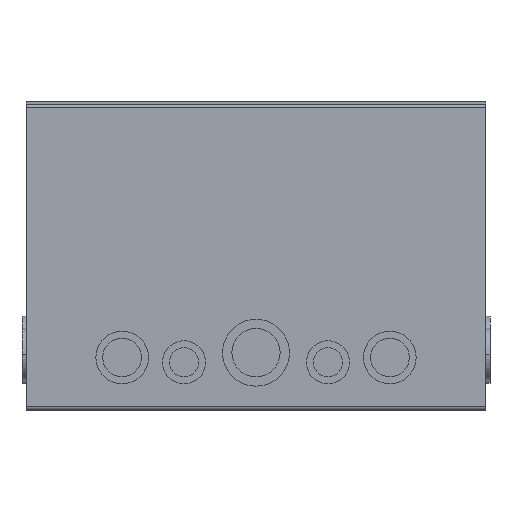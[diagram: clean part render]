
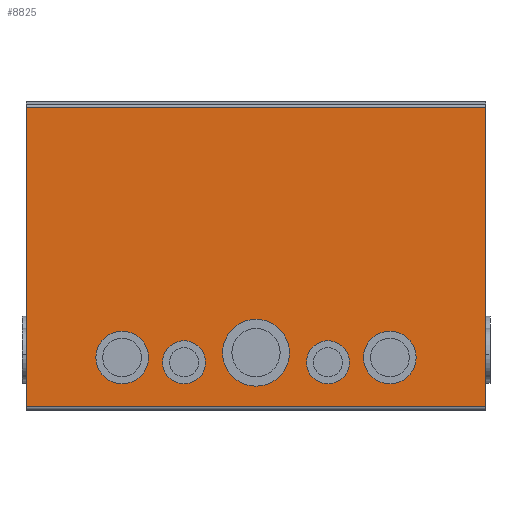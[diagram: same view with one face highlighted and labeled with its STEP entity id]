
A CAD part, left-side view. The second image highlights one B-rep face of the part: STEP entity #8825.
In plain terms, the highlighted planar face has unit normal (-1, 0, 0).
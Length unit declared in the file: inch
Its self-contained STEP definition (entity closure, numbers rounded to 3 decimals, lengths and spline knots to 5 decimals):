
#194 = CIRCLE ( 'NONE', #7507, 0.5625 ) ;
#359 = CARTESIAN_POINT ( 'NONE',  ( -6., 1.88, 1.25 ) ) ;
#363 = CARTESIAN_POINT ( 'NONE',  ( -6., -1.88, 1.25 ) ) ;
#497 = DIRECTION ( 'NONE',  ( 0., 0., -1. ) ) ;
#541 = CARTESIAN_POINT ( 'NONE',  ( -6., 0., 1.5 ) ) ;
#590 = CARTESIAN_POINT ( 'NONE',  ( -6., -6., 0.047 ) ) ;
#876 = CARTESIAN_POINT ( 'NONE',  ( -6., -3.5, 0.6875 ) ) ;
#950 = ORIENTED_EDGE ( 'NONE', *, *, #1178, .F. ) ;
#1092 = VECTOR ( 'NONE', #5329, 39.37008 ) ;
#1144 = EDGE_LOOP ( 'NONE', ( #4898, #7562 ) ) ;
#1178 = EDGE_CURVE ( 'NONE', #2601, #6240, #12075, .T. ) ;
#1219 = EDGE_CURVE ( 'NONE', #5366, #3370, #10851, .T. ) ;
#1238 = CARTESIAN_POINT ( 'NONE',  ( -6., -1.88, 1.25 ) ) ;
#1267 = CARTESIAN_POINT ( 'NONE',  ( -6., -6., 0.086 ) ) ;
#1332 = VERTEX_POINT ( 'NONE', #876 ) ;
#1350 = DIRECTION ( 'NONE',  ( -1., 0., 0. ) ) ;
#1508 = FACE_BOUND ( 'NONE', #9768, .T. ) ;
#1529 = AXIS2_PLACEMENT_3D ( 'NONE', #590, #7447, #2413 ) ;
#1535 = AXIS2_PLACEMENT_3D ( 'NONE', #4561, #4426, #12519 ) ;
#1573 = FACE_BOUND ( 'NONE', #6106, .T. ) ;
#1588 = CARTESIAN_POINT ( 'NONE',  ( -6., -3.5, 1.375 ) ) ;
#1707 = PLANE ( 'NONE',  #1529 ) ;
#1974 = CARTESIAN_POINT ( 'NONE',  ( -6., -3.5, 2.0625 ) ) ;
#2278 = EDGE_CURVE ( 'NONE', #6966, #7152, #194, .T. ) ;
#2365 = CIRCLE ( 'NONE', #2768, 0.5625 ) ;
#2413 = DIRECTION ( 'NONE',  ( 0., 0., -1. ) ) ;
#2601 = VERTEX_POINT ( 'NONE', #3503 ) ;
#2703 = CARTESIAN_POINT ( 'NONE',  ( -6., -6., 0.086 ) ) ;
#2768 = AXIS2_PLACEMENT_3D ( 'NONE', #359, #1350, #497 ) ;
#2854 = EDGE_CURVE ( 'NONE', #6240, #2601, #7306, .T. ) ;
#2946 = ORIENTED_EDGE ( 'NONE', *, *, #12733, .F. ) ;
#3000 = CARTESIAN_POINT ( 'NONE',  ( -6., 6., 0.057 ) ) ;
#3010 = EDGE_CURVE ( 'NONE', #5433, #9103, #8260, .T. ) ;
#3053 = EDGE_LOOP ( 'NONE', ( #5576, #11950, #8799, #11680 ) ) ;
#3061 = CARTESIAN_POINT ( 'NONE',  ( -6., 3.5, 2.0625 ) ) ;
#3352 = CARTESIAN_POINT ( 'NONE',  ( -6., 1.88, 1.8125 ) ) ;
#3370 = VERTEX_POINT ( 'NONE', #4566 ) ;
#3503 = CARTESIAN_POINT ( 'NONE',  ( -6., 0., 0.625 ) ) ;
#3552 = DIRECTION ( 'NONE',  ( 0., 0., -1. ) ) ;
#3617 = DIRECTION ( 'NONE',  ( -1., 0., 0. ) ) ;
#3692 = VERTEX_POINT ( 'NONE', #1974 ) ;
#3711 = VERTEX_POINT ( 'NONE', #9867 ) ;
#3872 = DIRECTION ( 'NONE',  ( 0., 0., 1. ) ) ;
#3891 = CIRCLE ( 'NONE', #8877, 0.6875 ) ;
#4043 = CARTESIAN_POINT ( 'NONE',  ( -6., 6., 7.914 ) ) ;
#4052 = DIRECTION ( 'NONE',  ( 0., 0., -1. ) ) ;
#4113 = DIRECTION ( 'NONE',  ( 0., 0., -1. ) ) ;
#4184 = EDGE_CURVE ( 'NONE', #3711, #12125, #10794, .T. ) ;
#4209 = ORIENTED_EDGE ( 'NONE', *, *, #3010, .F. ) ;
#4426 = DIRECTION ( 'NONE',  ( -1., 0., 0. ) ) ;
#4443 = FACE_BOUND ( 'NONE', #7630, .T. ) ;
#4528 = DIRECTION ( 'NONE',  ( 0., 0., -1. ) ) ;
#4561 = CARTESIAN_POINT ( 'NONE',  ( -6., -3.5, 1.375 ) ) ;
#4566 = CARTESIAN_POINT ( 'NONE',  ( -6., -6., 7.914 ) ) ;
#4748 = EDGE_CURVE ( 'NONE', #12125, #3711, #12687, .T. ) ;
#4769 = DIRECTION ( 'NONE',  ( 0., 0., -1. ) ) ;
#4822 = VECTOR ( 'NONE', #8114, 39.37008 ) ;
#4898 = ORIENTED_EDGE ( 'NONE', *, *, #2278, .F. ) ;
#4938 = CARTESIAN_POINT ( 'NONE',  ( -6., -1.88, 1.8125 ) ) ;
#5174 = ORIENTED_EDGE ( 'NONE', *, *, #2854, .F. ) ;
#5217 = ORIENTED_EDGE ( 'NONE', *, *, #12675, .F. ) ;
#5307 = LINE ( 'NONE', #1267, #4822 ) ;
#5329 = DIRECTION ( 'NONE',  ( 0., -1., 0. ) ) ;
#5366 = VERTEX_POINT ( 'NONE', #2703 ) ;
#5433 = VERTEX_POINT ( 'NONE', #6022 ) ;
#5576 = ORIENTED_EDGE ( 'NONE', *, *, #9597, .F. ) ;
#5952 = CARTESIAN_POINT ( 'NONE',  ( -6., -6., 0.057 ) ) ;
#5977 = AXIS2_PLACEMENT_3D ( 'NONE', #6616, #12614, #8567 ) ;
#6022 = CARTESIAN_POINT ( 'NONE',  ( -6., 3.5, 0.6875 ) ) ;
#6106 = EDGE_LOOP ( 'NONE', ( #10298, #2946 ) ) ;
#6216 = ORIENTED_EDGE ( 'NONE', *, *, #4748, .F. ) ;
#6227 = DIRECTION ( 'NONE',  ( -1., 0., 0. ) ) ;
#6240 = VERTEX_POINT ( 'NONE', #7556 ) ;
#6616 = CARTESIAN_POINT ( 'NONE',  ( -6., 3.5, 1.375 ) ) ;
#6966 = VERTEX_POINT ( 'NONE', #7928 ) ;
#7044 = EDGE_LOOP ( 'NONE', ( #10001, #6216 ) ) ;
#7058 = AXIS2_PLACEMENT_3D ( 'NONE', #363, #9424, #8259 ) ;
#7093 = EDGE_CURVE ( 'NONE', #5366, #10664, #5307, .T. ) ;
#7152 = VERTEX_POINT ( 'NONE', #3352 ) ;
#7306 = CIRCLE ( 'NONE', #11687, 0.875 ) ;
#7447 = DIRECTION ( 'NONE',  ( 1., 0., 0. ) ) ;
#7507 = AXIS2_PLACEMENT_3D ( 'NONE', #10396, #6227, #11180 ) ;
#7556 = CARTESIAN_POINT ( 'NONE',  ( -6., 0., 2.375 ) ) ;
#7562 = ORIENTED_EDGE ( 'NONE', *, *, #9620, .F. ) ;
#7630 = EDGE_LOOP ( 'NONE', ( #950, #5174 ) ) ;
#7914 = VERTEX_POINT ( 'NONE', #4043 ) ;
#7928 = CARTESIAN_POINT ( 'NONE',  ( -6., 1.88, 0.6875 ) ) ;
#8114 = DIRECTION ( 'NONE',  ( 0., 1., 0. ) ) ;
#8194 = VECTOR ( 'NONE', #4769, 39.37008 ) ;
#8259 = DIRECTION ( 'NONE',  ( 0., 0., -1. ) ) ;
#8260 = CIRCLE ( 'NONE', #8472, 0.6875 ) ;
#8330 = CARTESIAN_POINT ( 'NONE',  ( -6., 6., 0.086 ) ) ;
#8453 = CARTESIAN_POINT ( 'NONE',  ( -6., -6., 7.914 ) ) ;
#8472 = AXIS2_PLACEMENT_3D ( 'NONE', #9914, #12857, #4052 ) ;
#8485 = FACE_BOUND ( 'NONE', #1144, .T. ) ;
#8567 = DIRECTION ( 'NONE',  ( 0., 0., -1. ) ) ;
#8799 = ORIENTED_EDGE ( 'NONE', *, *, #7093, .F. ) ;
#8825 = ADVANCED_FACE ( 'NONE', ( #12333, #4443, #10515, #1573, #1508, #8485 ), #1707, .F. ) ;
#8826 = CIRCLE ( 'NONE', #1535, 0.6875 ) ;
#8877 = AXIS2_PLACEMENT_3D ( 'NONE', #1588, #11366, #3552 ) ;
#8908 = EDGE_CURVE ( 'NONE', #7914, #10664, #9722, .T. ) ;
#9057 = DIRECTION ( 'NONE',  ( -1., 0., 0. ) ) ;
#9103 = VERTEX_POINT ( 'NONE', #3061 ) ;
#9276 = EDGE_CURVE ( 'NONE', #1332, #3692, #8826, .T. ) ;
#9324 = DIRECTION ( 'NONE',  ( 0., 0., -1. ) ) ;
#9424 = DIRECTION ( 'NONE',  ( -1., 0., 0. ) ) ;
#9597 = EDGE_CURVE ( 'NONE', #7914, #3370, #12438, .T. ) ;
#9620 = EDGE_CURVE ( 'NONE', #7152, #6966, #2365, .T. ) ;
#9722 = LINE ( 'NONE', #3000, #8194 ) ;
#9768 = EDGE_LOOP ( 'NONE', ( #4209, #5217 ) ) ;
#9867 = CARTESIAN_POINT ( 'NONE',  ( -6., -1.88, 0.6875 ) ) ;
#9914 = CARTESIAN_POINT ( 'NONE',  ( -6., 3.5, 1.375 ) ) ;
#10001 = ORIENTED_EDGE ( 'NONE', *, *, #4184, .F. ) ;
#10298 = ORIENTED_EDGE ( 'NONE', *, *, #9276, .F. ) ;
#10382 = CARTESIAN_POINT ( 'NONE',  ( -6., 0., 1.5 ) ) ;
#10396 = CARTESIAN_POINT ( 'NONE',  ( -6., 1.88, 1.25 ) ) ;
#10515 = FACE_BOUND ( 'NONE', #7044, .T. ) ;
#10664 = VERTEX_POINT ( 'NONE', #8330 ) ;
#10794 = CIRCLE ( 'NONE', #12879, 0.5625 ) ;
#10846 = VECTOR ( 'NONE', #3872, 39.37008 ) ;
#10851 = LINE ( 'NONE', #5952, #10846 ) ;
#11180 = DIRECTION ( 'NONE',  ( 0., 0., -1. ) ) ;
#11366 = DIRECTION ( 'NONE',  ( -1., 0., 0. ) ) ;
#11457 = AXIS2_PLACEMENT_3D ( 'NONE', #541, #3617, #4528 ) ;
#11594 = CIRCLE ( 'NONE', #5977, 0.6875 ) ;
#11680 = ORIENTED_EDGE ( 'NONE', *, *, #1219, .T. ) ;
#11687 = AXIS2_PLACEMENT_3D ( 'NONE', #10382, #12471, #9324 ) ;
#11950 = ORIENTED_EDGE ( 'NONE', *, *, #8908, .T. ) ;
#12075 = CIRCLE ( 'NONE', #11457, 0.875 ) ;
#12125 = VERTEX_POINT ( 'NONE', #4938 ) ;
#12333 = FACE_OUTER_BOUND ( 'NONE', #3053, .T. ) ;
#12438 = LINE ( 'NONE', #8453, #1092 ) ;
#12471 = DIRECTION ( 'NONE',  ( -1., 0., 0. ) ) ;
#12519 = DIRECTION ( 'NONE',  ( 0., 0., -1. ) ) ;
#12614 = DIRECTION ( 'NONE',  ( -1., 0., 0. ) ) ;
#12675 = EDGE_CURVE ( 'NONE', #9103, #5433, #11594, .T. ) ;
#12687 = CIRCLE ( 'NONE', #7058, 0.5625 ) ;
#12733 = EDGE_CURVE ( 'NONE', #3692, #1332, #3891, .T. ) ;
#12857 = DIRECTION ( 'NONE',  ( -1., 0., 0. ) ) ;
#12879 = AXIS2_PLACEMENT_3D ( 'NONE', #1238, #9057, #4113 ) ;
